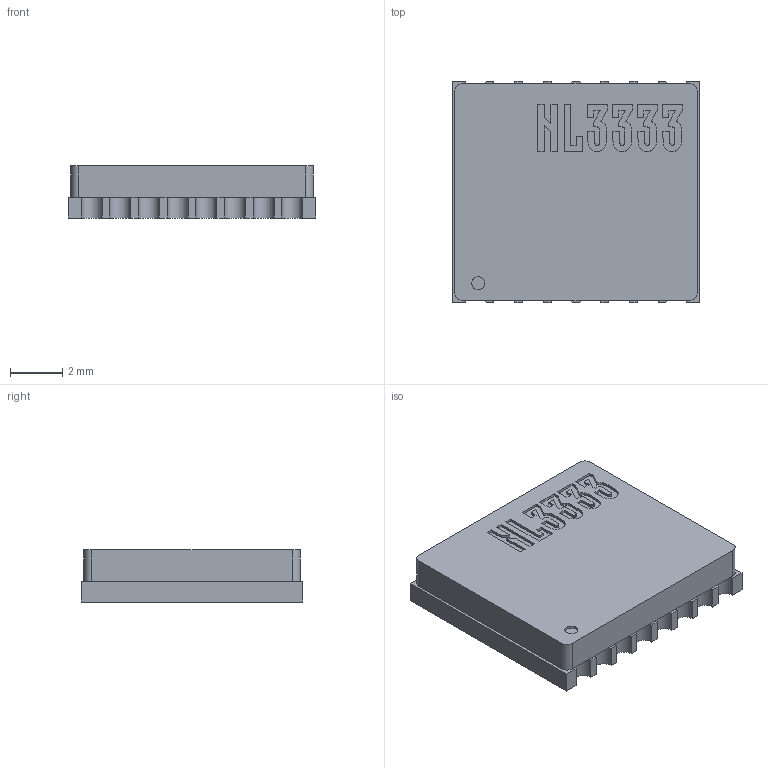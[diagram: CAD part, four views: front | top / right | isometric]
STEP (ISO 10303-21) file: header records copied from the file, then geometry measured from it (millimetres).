
FILE_DESCRIPTION (( 'STEP AP214' ), '1' );
FILE_NAME ('User Library-NL3333.STEP', '2019-03-04T21:43:50', ( '' ), ( '' ), 'SwSTEP 2.0', 'SolidWorks 2019', '' );
FILE_SCHEMA (( 'AUTOMOTIVE_DESIGN' ));
Length unit declared in the file: millimetre
Products named in the file (3): User Library-NL3333_pcb; User Library-NL3333_XOR; User Library-NL3333
Assembly tree (2 placements, depth 2):
  User Library-NL3333
    User Library-NL3333_pcb
    User Library-NL3333_XOR
Bounding box: 9.5 x 8.5 x 2 mm (x, y, z)
Volume: 153.4 mm3; surface area: 388.6 mm2
Topology: 2 solids, 2 shells, 193 faces, 546 edges, 364 vertices
Faces by surface type: plane 115, bspline 56, cylinder 22
Entity records: 8621 total; most frequent: CARTESIAN_POINT 1724, ORIENTED_EDGE 1092, DIRECTION 762, EDGE_CURVE 546, VECTOR 390, LINE 390, VERTEX_POINT 364, UNCERTAINTY_MEASURE_WITH_UNIT 200
